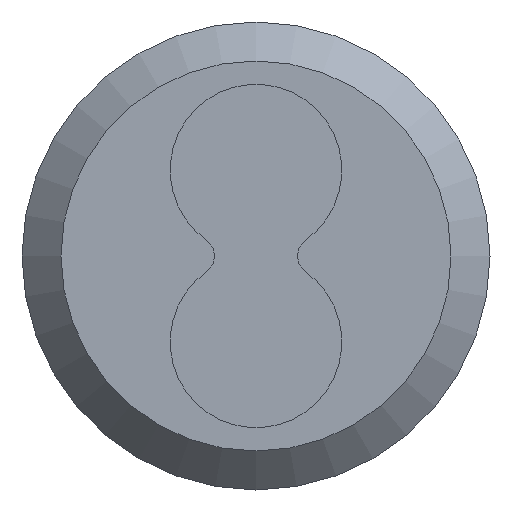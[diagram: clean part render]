
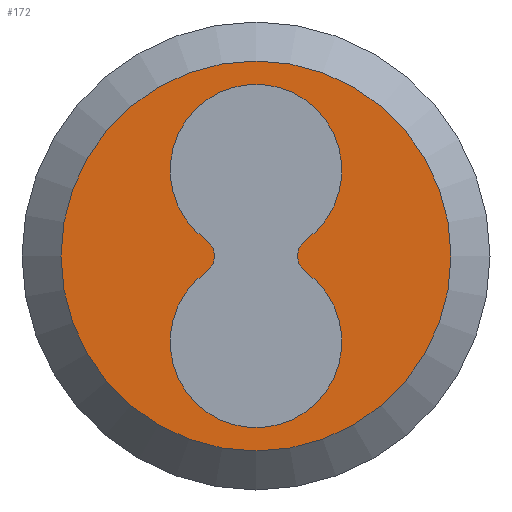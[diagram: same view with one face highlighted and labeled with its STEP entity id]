
A CAD part, left-side view. The second image highlights one B-rep face of the part: STEP entity #172.
In plain terms, the highlighted planar face has unit normal (-1, 0, 0).
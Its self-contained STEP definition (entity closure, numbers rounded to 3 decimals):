
#28=PLANE($,#201);
#32=FACE_BOUND($,#60,.T.);
#44=FACE_OUTER_BOUND($,#59,.T.);
#59=EDGE_LOOP($,(#138));
#60=EDGE_LOOP($,(#139,#140,#141,#142));
#71=CIRCLE($,#188,1.101);
#72=CIRCLE($,#190,0.25);
#73=CIRCLE($,#192,1.101);
#74=CIRCLE($,#194,0.25);
#76=CIRCLE($,#197,2.5);
#85=VERTEX_POINT($,#279);
#86=VERTEX_POINT($,#281);
#87=VERTEX_POINT($,#285);
#88=VERTEX_POINT($,#289);
#90=VERTEX_POINT($,#297);
#100=EDGE_CURVE($,#85,#86,#71,.T.);
#102=EDGE_CURVE($,#87,#85,#72,.T.);
#105=EDGE_CURVE($,#88,#87,#73,.T.);
#106=EDGE_CURVE($,#86,#88,#74,.T.);
#108=EDGE_CURVE($,#90,#90,#76,.F.);
#138=ORIENTED_EDGE($,*,*,#108,.T.);
#139=ORIENTED_EDGE($,*,*,#100,.F.);
#140=ORIENTED_EDGE($,*,*,#102,.F.);
#141=ORIENTED_EDGE($,*,*,#105,.F.);
#142=ORIENTED_EDGE($,*,*,#106,.F.);
#172=ADVANCED_FACE($,(#44,#32),#28,.F.);
#188=AXIS2_PLACEMENT_3D($,#282,#227,#228);
#190=AXIS2_PLACEMENT_3D($,#286,#232,#233);
#192=AXIS2_PLACEMENT_3D($,#291,#238,#239);
#194=AXIS2_PLACEMENT_3D($,#293,#242,#243);
#197=AXIS2_PLACEMENT_3D($,#298,#248,#249);
#201=AXIS2_PLACEMENT_3D($,#304,#256,#257);
#227=DIRECTION('center_axis',(-1.,0.,0.));
#228=DIRECTION('ref_axis',(0.,0.,1.));
#232=DIRECTION('center_axis',(1.,0.,0.));
#233=DIRECTION('ref_axis',(0.,1.,0.));
#238=DIRECTION('center_axis',(-1.,0.,0.));
#239=DIRECTION('ref_axis',(0.,0.,-1.));
#242=DIRECTION('center_axis',(1.,0.,0.));
#243=DIRECTION('ref_axis',(0.,-1.,0.));
#248=DIRECTION('center_axis',(1.,0.,0.));
#249=DIRECTION('ref_axis',(0.,0.,-1.));
#256=DIRECTION('center_axis',(1.,0.,0.));
#257=DIRECTION('ref_axis',(0.,0.,-1.));
#279=CARTESIAN_POINT('',(-24.,0.638,-0.204));
#281=CARTESIAN_POINT('',(-24.,-0.638,-0.204));
#282=CARTESIAN_POINT('Origin',(-24.,0.,-1.101));
#285=CARTESIAN_POINT('',(-24.,0.638,0.204));
#286=CARTESIAN_POINT('Origin',(-24.,0.783,0.));
#289=CARTESIAN_POINT('',(-24.,-0.638,0.204));
#291=CARTESIAN_POINT('Origin',(-24.,0.,1.101));
#293=CARTESIAN_POINT('Origin',(-24.,-0.783,0.));
#297=CARTESIAN_POINT('',(-24.,0.,-2.5));
#298=CARTESIAN_POINT('Origin',(-24.,0.,0.));
#304=CARTESIAN_POINT('Origin',(-24.,0.,3.));
